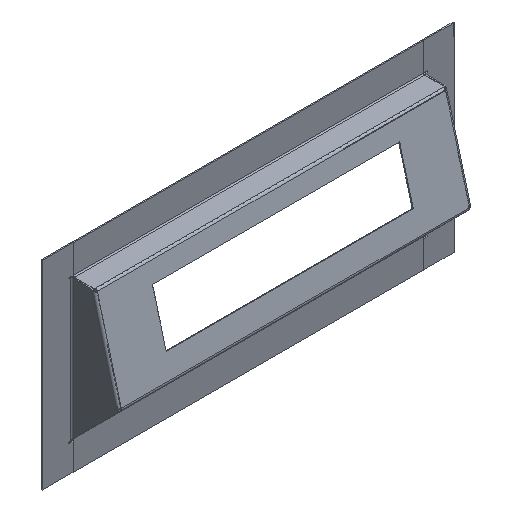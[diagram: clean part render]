
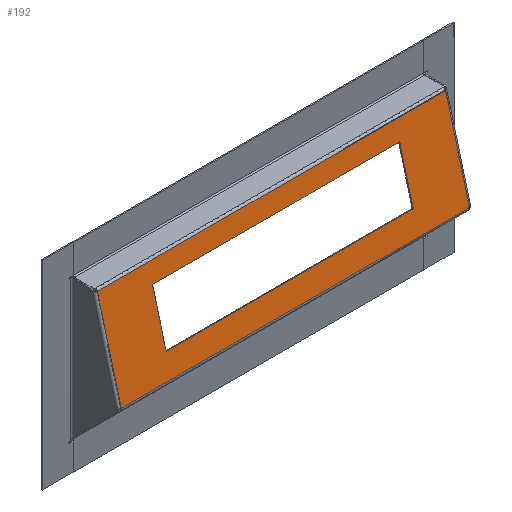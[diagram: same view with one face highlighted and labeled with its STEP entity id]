
A CAD part, isometric view. The second image highlights one B-rep face of the part: STEP entity #192.
In plain terms, the highlighted planar face has unit normal (0, -0.966, 0.259).
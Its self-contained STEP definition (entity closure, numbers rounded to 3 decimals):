
#192 = ADVANCED_FACE( '', ( #479, #480 ), #481, .F. );
#479 = FACE_OUTER_BOUND( '', #901, .T. );
#480 = FACE_BOUND( '', #902, .T. );
#481 = PLANE( '', #903 );
#901 = EDGE_LOOP( '', ( #1602, #1603, #1604, #1605, #1606, #1607, #1608, #1609 ) );
#902 = EDGE_LOOP( '', ( #1610, #1611, #1612, #1613 ) );
#903 = AXIS2_PLACEMENT_3D( '', #1614, #1615, #1616 );
#1602 = ORIENTED_EDGE( '', *, *, #2577, .T. );
#1603 = ORIENTED_EDGE( '', *, *, #2578, .T. );
#1604 = ORIENTED_EDGE( '', *, *, #2579, .T. );
#1605 = ORIENTED_EDGE( '', *, *, #2521, .T. );
#1606 = ORIENTED_EDGE( '', *, *, #2580, .T. );
#1607 = ORIENTED_EDGE( '', *, *, #2492, .T. );
#1608 = ORIENTED_EDGE( '', *, *, #2581, .T. );
#1609 = ORIENTED_EDGE( '', *, *, #2582, .T. );
#1610 = ORIENTED_EDGE( '', *, *, #2480, .T. );
#1611 = ORIENTED_EDGE( '', *, *, #2583, .T. );
#1612 = ORIENTED_EDGE( '', *, *, #2584, .T. );
#1613 = ORIENTED_EDGE( '', *, *, #2585, .T. );
#1614 = CARTESIAN_POINT( '', ( 0., 11.085, 4.202 ) );
#1615 = DIRECTION( '', ( 0., 0.966, -0.259 ) );
#1616 = DIRECTION( '', ( 0., 0.259, 0.966 ) );
#2480 = EDGE_CURVE( '', #2911, #2909, #2912, .T. );
#2492 = EDGE_CURVE( '', #2933, #2931, #2934, .T. );
#2521 = EDGE_CURVE( '', #2984, #2958, #2985, .T. );
#2577 = EDGE_CURVE( '', #3077, #3003, #3078, .T. );
#2578 = EDGE_CURVE( '', #3003, #3079, #3080, .T. );
#2579 = EDGE_CURVE( '', #3079, #2984, #3081, .T. );
#2580 = EDGE_CURVE( '', #2958, #2933, #3082, .T. );
#2581 = EDGE_CURVE( '', #2931, #3083, #3084, .T. );
#2582 = EDGE_CURVE( '', #3083, #3077, #3085, .T. );
#2583 = EDGE_CURVE( '', #2909, #3086, #3087, .T. );
#2584 = EDGE_CURVE( '', #3086, #3088, #3089, .T. );
#2585 = EDGE_CURVE( '', #3088, #2911, #3090, .T. );
#2909 = VERTEX_POINT( '', #3517 );
#2911 = VERTEX_POINT( '', #3520 );
#2912 = LINE( '', #3521, #3522 );
#2931 = VERTEX_POINT( '', #3546 );
#2933 = VERTEX_POINT( '', #3549 );
#2934 = CIRCLE( '', #3550, 0.5 );
#2958 = VERTEX_POINT( '', #3583 );
#2984 = VERTEX_POINT( '', #3629 );
#2985 = CIRCLE( '', #3630, 0.5 );
#3003 = VERTEX_POINT( '', #3661 );
#3077 = VERTEX_POINT( '', #3778 );
#3078 = LINE( '', #3779, #3780 );
#3079 = VERTEX_POINT( '', #3781 );
#3080 = CIRCLE( '', #3782, 0.5 );
#3081 = LINE( '', #3783, #3784 );
#3082 = LINE( '', #3785, #3786 );
#3083 = VERTEX_POINT( '', #3787 );
#3084 = LINE( '', #3788, #3789 );
#3085 = CIRCLE( '', #3790, 0.5 );
#3086 = VERTEX_POINT( '', #3791 );
#3087 = LINE( '', #3792, #3793 );
#3088 = VERTEX_POINT( '', #3794 );
#3089 = LINE( '', #3795, #3796 );
#3090 = LINE( '', #3797, #3798 );
#3517 = CARTESIAN_POINT( '', ( 105., 16.398, 24.029 ) );
#3520 = CARTESIAN_POINT( '', ( -105., 16.398, 24.029 ) );
#3521 = CARTESIAN_POINT( '', ( -105., 16.398, 24.029 ) );
#3522 = VECTOR( '', #4549, 1000. );
#3546 = CARTESIAN_POINT( '', ( -148., 20.2, 38.219 ) );
#3549 = CARTESIAN_POINT( '', ( -147.691, 20.28, 38.518 ) );
#3550 = AXIS2_PLACEMENT_3D( '', #4563, #4564, #4565 );
#3583 = CARTESIAN_POINT( '', ( 147.691, 20.28, 38.518 ) );
#3629 = CARTESIAN_POINT( '', ( 148., 20.2, 38.219 ) );
#3630 = AXIS2_PLACEMENT_3D( '', #4582, #4583, #4584 );
#3661 = CARTESIAN_POINT( '', ( 147.489, -0.084, -37.482 ) );
#3778 = CARTESIAN_POINT( '', ( -147.489, -0.084, -37.482 ) );
#3779 = CARTESIAN_POINT( '', ( 0., -0.084, -37.482 ) );
#3780 = VECTOR( '', #4630, 1000. );
#3781 = CARTESIAN_POINT( '', ( 148., 0.048, -36.989 ) );
#3782 = AXIS2_PLACEMENT_3D( '', #4631, #4632, #4633 );
#3783 = CARTESIAN_POINT( '', ( 148., 0.733, -34.435 ) );
#3784 = VECTOR( '', #4634, 1000. );
#3785 = CARTESIAN_POINT( '', ( 0., 20.28, 38.518 ) );
#3786 = VECTOR( '', #4635, 1000. );
#3787 = CARTESIAN_POINT( '', ( -148., 0.048, -36.989 ) );
#3788 = CARTESIAN_POINT( '', ( -148., 21.438, 42.839 ) );
#3789 = VECTOR( '', #4636, 1000. );
#3790 = AXIS2_PLACEMENT_3D( '', #4637, #4638, #4639 );
#3791 = CARTESIAN_POINT( '', ( 105., 4.794, -19.279 ) );
#3792 = CARTESIAN_POINT( '', ( 105., 16.398, 24.029 ) );
#3793 = VECTOR( '', #4640, 1000. );
#3794 = CARTESIAN_POINT( '', ( -105., 4.794, -19.279 ) );
#3795 = CARTESIAN_POINT( '', ( 105., 4.794, -19.279 ) );
#3796 = VECTOR( '', #4641, 1000. );
#3797 = CARTESIAN_POINT( '', ( -105., 4.794, -19.279 ) );
#3798 = VECTOR( '', #4642, 1000. );
#4549 = DIRECTION( '', ( 1., 0., 0. ) );
#4563 = CARTESIAN_POINT( '', ( -148.163, 20.323, 38.675 ) );
#4564 = DIRECTION( '', ( 0., 0.966, -0.259 ) );
#4565 = DIRECTION( '', ( 0., 0.259, 0.966 ) );
#4582 = CARTESIAN_POINT( '', ( 148.163, 20.323, 38.675 ) );
#4583 = DIRECTION( '', ( 0., 0.966, -0.259 ) );
#4584 = DIRECTION( '', ( 0., 0.259, 0.966 ) );
#4630 = DIRECTION( '', ( 1., 0., 0. ) );
#4631 = CARTESIAN_POINT( '', ( 147.989, -0.081, -37.472 ) );
#4632 = DIRECTION( '', ( 0., 0.966, -0.259 ) );
#4633 = DIRECTION( '', ( 0., 0.259, 0.966 ) );
#4634 = DIRECTION( '', ( 0., 0.259, 0.966 ) );
#4635 = DIRECTION( '', ( -1., 0., 0. ) );
#4636 = DIRECTION( '', ( 0., -0.259, -0.966 ) );
#4637 = CARTESIAN_POINT( '', ( -147.989, -0.081, -37.472 ) );
#4638 = DIRECTION( '', ( 0., 0.966, -0.259 ) );
#4639 = DIRECTION( '', ( 0., 0.259, 0.966 ) );
#4640 = DIRECTION( '', ( 0., -0.259, -0.966 ) );
#4641 = DIRECTION( '', ( -1., 0., 0. ) );
#4642 = DIRECTION( '', ( 0., 0.259, 0.966 ) );
